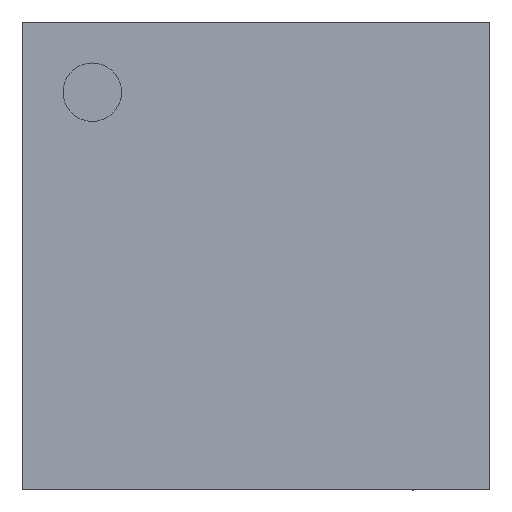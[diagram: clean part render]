
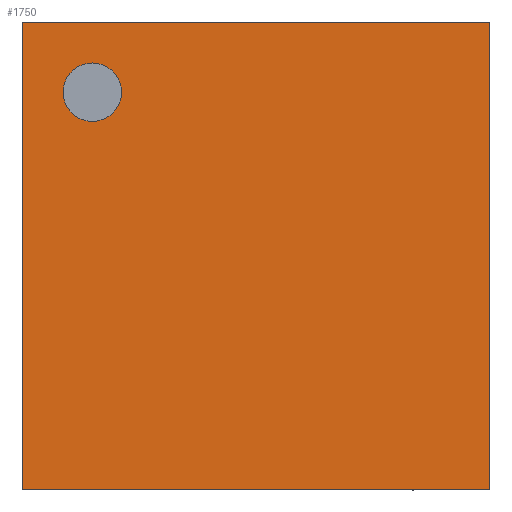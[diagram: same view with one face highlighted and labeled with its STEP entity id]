
A CAD part, top view. The second image highlights one B-rep face of the part: STEP entity #1750.
In plain terms, the highlighted planar face has unit normal (0, 0, 1).
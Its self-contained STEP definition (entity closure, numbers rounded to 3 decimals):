
#54 = DIRECTION ( 'NONE',  ( -1., 0., 0. ) ) ;
#148 = FACE_BOUND ( 'NONE', #3547, .T. ) ;
#152 = CARTESIAN_POINT ( 'NONE',  ( 2., -2., 1. ) ) ;
#272 = CARTESIAN_POINT ( 'NONE',  ( 2., -2., 1. ) ) ;
#470 = AXIS2_PLACEMENT_3D ( 'NONE', #1780, #950, #3389 ) ;
#501 = LINE ( 'NONE', #152, #1410 ) ;
#566 = EDGE_LOOP ( 'NONE', ( #2475, #3304, #3768, #4539 ) ) ;
#789 = ORIENTED_EDGE ( 'NONE', *, *, #4407, .F. ) ;
#887 = VERTEX_POINT ( 'NONE', #2541 ) ;
#906 = FACE_OUTER_BOUND ( 'NONE', #566, .T. ) ;
#932 = PLANE ( 'NONE',  #470 ) ;
#933 = DIRECTION ( 'NONE',  ( 0., 1., 0. ) ) ;
#950 = DIRECTION ( 'NONE',  ( 0., 0., 1. ) ) ;
#997 = CARTESIAN_POINT ( 'NONE',  ( -2., 2., 1. ) ) ;
#1112 = EDGE_CURVE ( 'NONE', #4652, #2595, #4949, .T. ) ;
#1168 = CARTESIAN_POINT ( 'NONE',  ( -2., -2., 1. ) ) ;
#1364 = EDGE_CURVE ( 'NONE', #2595, #1844, #2340, .T. ) ;
#1410 = VECTOR ( 'NONE', #933, 1000. ) ;
#1641 = DIRECTION ( 'NONE',  ( 0., 0., 1. ) ) ;
#1750 = ADVANCED_FACE ( 'NONE', ( #148, #906 ), #932, .T. ) ;
#1780 = CARTESIAN_POINT ( 'NONE',  ( -2., 2., 1. ) ) ;
#1844 = VERTEX_POINT ( 'NONE', #4533 ) ;
#1912 = DIRECTION ( 'NONE',  ( 1., 0., 0. ) ) ;
#2215 = CARTESIAN_POINT ( 'NONE',  ( -1.15, 1.4, 1. ) ) ;
#2306 = LINE ( 'NONE', #272, #3341 ) ;
#2340 = LINE ( 'NONE', #1168, #4176 ) ;
#2475 = ORIENTED_EDGE ( 'NONE', *, *, #1364, .T. ) ;
#2534 = CARTESIAN_POINT ( 'NONE',  ( 2., 2., 1. ) ) ;
#2541 = CARTESIAN_POINT ( 'NONE',  ( 2., -2., 1. ) ) ;
#2572 = CARTESIAN_POINT ( 'NONE',  ( -1.65, 1.4, 1. ) ) ;
#2595 = VERTEX_POINT ( 'NONE', #997 ) ;
#2603 = AXIS2_PLACEMENT_3D ( 'NONE', #2831, #1641, #5184 ) ;
#2616 = CARTESIAN_POINT ( 'NONE',  ( 2., 2., 1. ) ) ;
#2692 = DIRECTION ( 'NONE',  ( 0., 0., 1. ) ) ;
#2701 = EDGE_CURVE ( 'NONE', #1844, #887, #2306, .T. ) ;
#2706 = VERTEX_POINT ( 'NONE', #2572 ) ;
#2759 = DIRECTION ( 'NONE',  ( 0., -1., 0. ) ) ;
#2831 = CARTESIAN_POINT ( 'NONE',  ( -1.4, 1.4, 1. ) ) ;
#3031 = DIRECTION ( 'NONE',  ( 1., 0., 0. ) ) ;
#3304 = ORIENTED_EDGE ( 'NONE', *, *, #2701, .T. ) ;
#3337 = EDGE_CURVE ( 'NONE', #887, #4652, #501, .T. ) ;
#3341 = VECTOR ( 'NONE', #1912, 1000. ) ;
#3389 = DIRECTION ( 'NONE',  ( 1., 0., 0. ) ) ;
#3547 = EDGE_LOOP ( 'NONE', ( #789, #4361 ) ) ;
#3592 = AXIS2_PLACEMENT_3D ( 'NONE', #3805, #2692, #3031 ) ;
#3677 = CIRCLE ( 'NONE', #3592, 0.25 ) ;
#3768 = ORIENTED_EDGE ( 'NONE', *, *, #3337, .T. ) ;
#3805 = CARTESIAN_POINT ( 'NONE',  ( -1.4, 1.4, 1. ) ) ;
#3894 = EDGE_CURVE ( 'NONE', #2706, #4797, #3677, .T. ) ;
#4176 = VECTOR ( 'NONE', #2759, 1000. ) ;
#4361 = ORIENTED_EDGE ( 'NONE', *, *, #3894, .F. ) ;
#4407 = EDGE_CURVE ( 'NONE', #4797, #2706, #4905, .T. ) ;
#4533 = CARTESIAN_POINT ( 'NONE',  ( -2., -2., 1. ) ) ;
#4539 = ORIENTED_EDGE ( 'NONE', *, *, #1112, .T. ) ;
#4652 = VERTEX_POINT ( 'NONE', #2616 ) ;
#4797 = VERTEX_POINT ( 'NONE', #2215 ) ;
#4905 = CIRCLE ( 'NONE', #2603, 0.25 ) ;
#4949 = LINE ( 'NONE', #2534, #5205 ) ;
#5184 = DIRECTION ( 'NONE',  ( 1., 0., 0. ) ) ;
#5205 = VECTOR ( 'NONE', #54, 1000. ) ;
